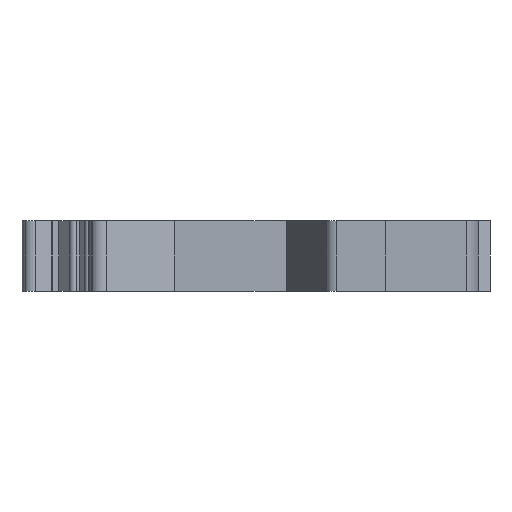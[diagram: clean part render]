
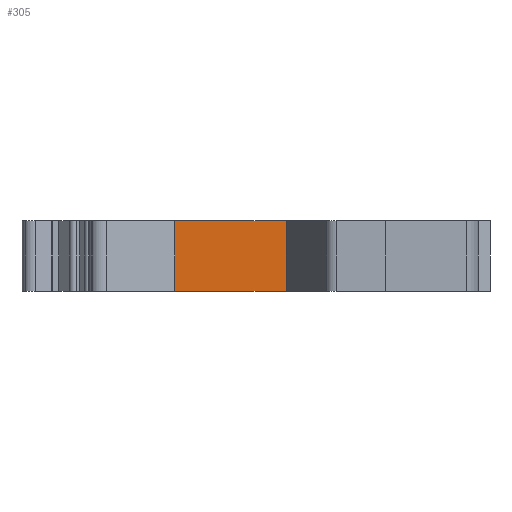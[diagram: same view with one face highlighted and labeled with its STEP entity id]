
A CAD part, left-side view. The second image highlights one B-rep face of the part: STEP entity #305.
In plain terms, the highlighted planar face has unit normal (-1, 0, 0).
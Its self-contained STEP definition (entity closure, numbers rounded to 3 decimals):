
#305=ADVANCED_FACE('',(#518),#397,.F.);
#397=PLANE('',#2739);
#518=FACE_OUTER_BOUND('',#640,.T.);
#640=EDGE_LOOP('',(#1113,#1114,#1115,#1116));
#1113=ORIENTED_EDGE('',*,*,#1957,.T.);
#1114=ORIENTED_EDGE('',*,*,#1958,.F.);
#1115=ORIENTED_EDGE('',*,*,#1959,.F.);
#1116=ORIENTED_EDGE('',*,*,#1955,.T.);
#1599=VERTEX_POINT('',#4115);
#1600=VERTEX_POINT('',#4117);
#1601=VERTEX_POINT('',#4121);
#1602=VERTEX_POINT('',#4123);
#1955=EDGE_CURVE('',#1600,#1599,#2255,.T.);
#1957=EDGE_CURVE('',#1599,#1601,#2257,.T.);
#1958=EDGE_CURVE('',#1602,#1601,#2258,.T.);
#1959=EDGE_CURVE('',#1600,#1602,#2259,.T.);
#2255=LINE('',#4116,#2553);
#2257=LINE('',#4120,#2555);
#2258=LINE('',#4122,#2556);
#2259=LINE('',#4124,#2557);
#2553=VECTOR('',#3390,1.);
#2555=VECTOR('',#3394,1.);
#2556=VECTOR('',#3395,1.);
#2557=VECTOR('',#3396,1.);
#2739=AXIS2_PLACEMENT_3D('',#4125,#3397,#3398);
#3390=DIRECTION('',(0.,0.,-1.));
#3394=DIRECTION('',(0.,-1.,0.));
#3395=DIRECTION('',(0.,0.,-1.));
#3396=DIRECTION('',(0.,-1.,0.));
#3397=DIRECTION('',(1.,0.,0.));
#3398=DIRECTION('',(0.,0.,-1.));
#4115=CARTESIAN_POINT('',(2413.612,790.005,0.));
#4116=CARTESIAN_POINT('',(2413.612,790.005,6.1));
#4117=CARTESIAN_POINT('',(2413.612,790.005,6.1));
#4120=CARTESIAN_POINT('',(2413.612,790.005,0.));
#4121=CARTESIAN_POINT('',(2413.612,780.314,0.));
#4122=CARTESIAN_POINT('',(2413.612,780.314,6.1));
#4123=CARTESIAN_POINT('',(2413.612,780.314,6.1));
#4124=CARTESIAN_POINT('',(2413.612,790.005,6.1));
#4125=CARTESIAN_POINT('',(2413.612,790.005,6.1));
